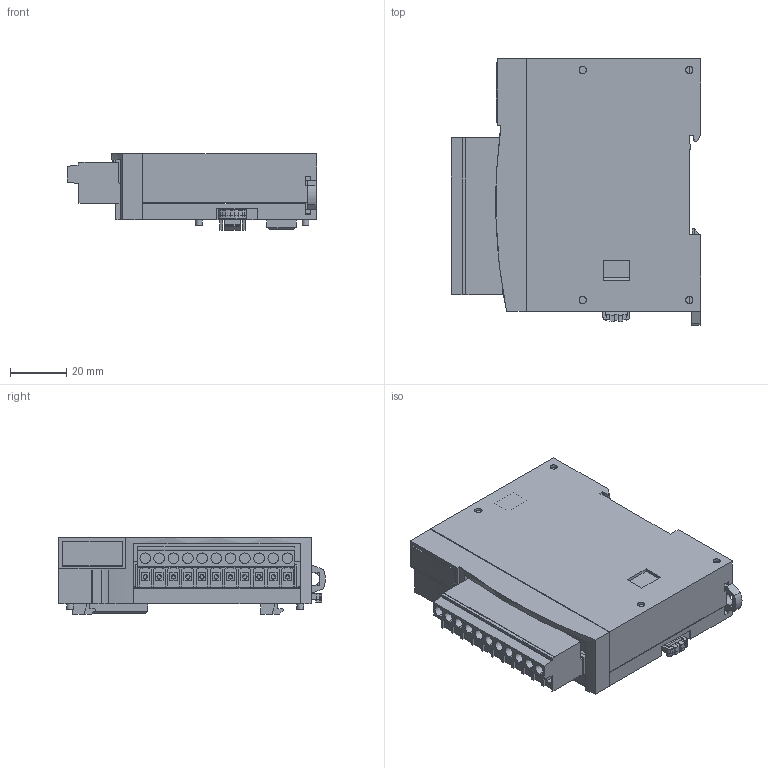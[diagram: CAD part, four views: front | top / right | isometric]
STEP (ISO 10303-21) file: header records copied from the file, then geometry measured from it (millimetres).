
FILE_DESCRIPTION (( 'STEP AP214' ), '1' );
FILE_NAME ('FC6A-[$08$1][J2C1][K4A1][L03CN1][K2A1]_rev0.1.STEP', '2021-08-23T01:24:07', ( '' ), ( '' ), 'SwSTEP 2.0', 'SolidWorks 2019', '' );
FILE_SCHEMA (( 'AUTOMOTIVE_DESIGN' ));
Length unit declared in the file: millimetre
Products named in the file (3): FC6A-EX-DIN-RAIL-HOOK; FC6A-[$08$1][J2C1][K4A1][L03CN1][K2A1]_rev0.1; FC6A-#08##-BODY_rev0.1
Assembly tree (2 placements, depth 2):
  FC6A-[$08$1][J2C1][K4A1][L03CN1][K2A1]_rev0.1
    FC6A-#08##-BODY_rev0.1
    FC6A-EX-DIN-RAIL-HOOK
Bounding box: 88.8 x 95.11 x 27.4 mm (x, y, z)
Volume: 150622.7 mm3; surface area: 48816.7 mm2
Topology: 2 solids, 31 shells, 1186 faces, 3222 edges, 2126 vertices
Faces by surface type: plane 981, cylinder 143, cone 51, bspline 11
Full cylindrical faces by diameter (mm): 1.6 x11, 2 x2, 2.4 x4, 4.5 x1
Entity records: 43810 total; most frequent: CARTESIAN_POINT 6780, ORIENTED_EDGE 6340, DIRECTION 5918, EDGE_CURVE 3170, VECTOR 2694, LINE 2694, VERTEX_POINT 2108, AXIS2_PLACEMENT_3D 1612
